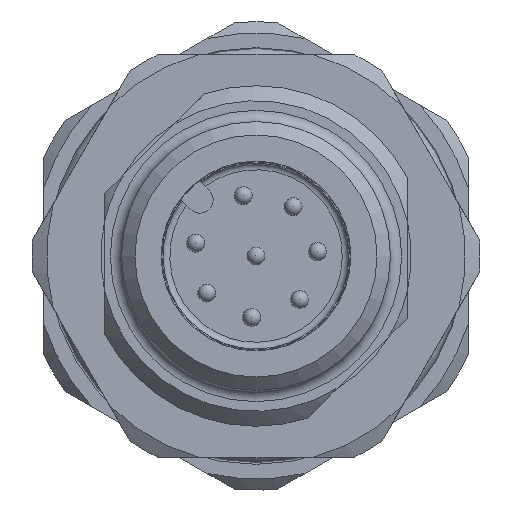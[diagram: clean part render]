
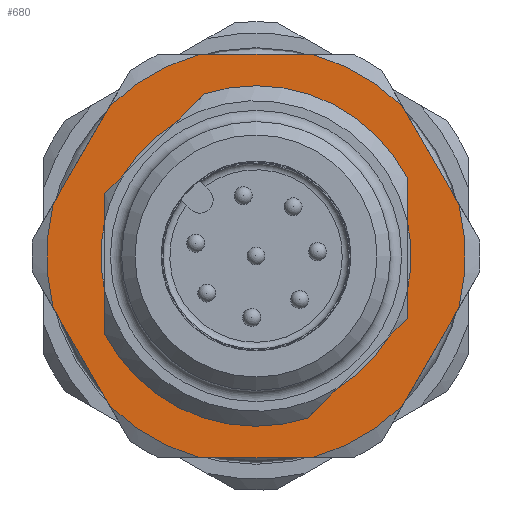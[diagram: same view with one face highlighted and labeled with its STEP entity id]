
A CAD part, left-side view. The second image highlights one B-rep face of the part: STEP entity #680.
In plain terms, the highlighted planar face has unit normal (-1, 0, 0).
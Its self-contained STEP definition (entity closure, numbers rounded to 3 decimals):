
#238=FACE_BOUND('',#1322,.T.);
#239=FACE_BOUND('',#1323,.T.);
#358=PLANE('',#5309);
#680=ADVANCED_FACE('',(#238,#239),#358,.F.);
#1322=EDGE_LOOP('',(#3298,#3299,#3300,#3301,#3302,#3303,#3304,#3305,#3306,
#3307,#3308,#3309,#3310,#3311));
#1323=EDGE_LOOP('',(#3312,#3313,#3314,#3315,#3316,#3317,#3318,#3319,#3320,
#3321,#3322,#3323));
#1353=LINE('',#6758,#1725);
#1356=LINE('',#6773,#1728);
#1364=LINE('',#6790,#1736);
#1366=LINE('',#6802,#1738);
#1372=LINE('',#6813,#1744);
#1380=LINE('',#6829,#1752);
#1383=LINE('',#6845,#1755);
#1390=LINE('',#6858,#1762);
#1696=LINE('',#8468,#2068);
#1697=LINE('',#8472,#2069);
#1698=LINE('',#8476,#2070);
#1699=LINE('',#8480,#2071);
#1700=LINE('',#8484,#2072);
#1701=LINE('',#8488,#2073);
#1725=VECTOR('',#5369,1.);
#1728=VECTOR('',#5372,1.);
#1736=VECTOR('',#5382,1.);
#1738=VECTOR('',#5384,1.);
#1744=VECTOR('',#5392,1.);
#1752=VECTOR('',#5400,1.);
#1755=VECTOR('',#5405,1.);
#1762=VECTOR('',#5412,1.);
#2068=VECTOR('',#6620,1.);
#2069=VECTOR('',#6623,1.);
#2070=VECTOR('',#6626,1.);
#2071=VECTOR('',#6629,1.);
#2072=VECTOR('',#6632,1.);
#2073=VECTOR('',#6635,1.);
#3298=ORIENTED_EDGE('',*,*,#3941,.F.);
#3299=ORIENTED_EDGE('',*,*,#3949,.F.);
#3300=ORIENTED_EDGE('',*,*,#4544,.F.);
#3301=ORIENTED_EDGE('',*,*,#3953,.F.);
#3302=ORIENTED_EDGE('',*,*,#3931,.T.);
#3303=ORIENTED_EDGE('',*,*,#3979,.T.);
#3304=ORIENTED_EDGE('',*,*,#4545,.F.);
#3305=ORIENTED_EDGE('',*,*,#3972,.T.);
#3306=ORIENTED_EDGE('',*,*,#3967,.T.);
#3307=ORIENTED_EDGE('',*,*,#4546,.F.);
#3308=ORIENTED_EDGE('',*,*,#3959,.T.);
#3309=ORIENTED_EDGE('',*,*,#3927,.T.);
#3310=ORIENTED_EDGE('',*,*,#3936,.F.);
#3311=ORIENTED_EDGE('',*,*,#4547,.F.);
#3312=ORIENTED_EDGE('',*,*,#4548,.F.);
#3313=ORIENTED_EDGE('',*,*,#4549,.F.);
#3314=ORIENTED_EDGE('',*,*,#4550,.F.);
#3315=ORIENTED_EDGE('',*,*,#4551,.F.);
#3316=ORIENTED_EDGE('',*,*,#4552,.F.);
#3317=ORIENTED_EDGE('',*,*,#4553,.F.);
#3318=ORIENTED_EDGE('',*,*,#4554,.F.);
#3319=ORIENTED_EDGE('',*,*,#4555,.F.);
#3320=ORIENTED_EDGE('',*,*,#4556,.F.);
#3321=ORIENTED_EDGE('',*,*,#4557,.F.);
#3322=ORIENTED_EDGE('',*,*,#4558,.F.);
#3323=ORIENTED_EDGE('',*,*,#4559,.F.);
#3450=VERTEX_POINT('',#6738);
#3451=VERTEX_POINT('',#6739);
#3454=VERTEX_POINT('',#6747);
#3455=VERTEX_POINT('',#6748);
#3459=VERTEX_POINT('',#6757);
#3463=VERTEX_POINT('',#6772);
#3464=VERTEX_POINT('',#6774);
#3471=VERTEX_POINT('',#6789);
#3474=VERTEX_POINT('',#6803);
#3478=VERTEX_POINT('',#6814);
#3485=VERTEX_POINT('',#6828);
#3486=VERTEX_POINT('',#6830);
#3490=VERTEX_POINT('',#6846);
#3495=VERTEX_POINT('',#6857);
#3890=VERTEX_POINT('',#8466);
#3891=VERTEX_POINT('',#8467);
#3892=VERTEX_POINT('',#8469);
#3893=VERTEX_POINT('',#8471);
#3894=VERTEX_POINT('',#8473);
#3895=VERTEX_POINT('',#8475);
#3896=VERTEX_POINT('',#8477);
#3897=VERTEX_POINT('',#8479);
#3898=VERTEX_POINT('',#8481);
#3899=VERTEX_POINT('',#8483);
#3900=VERTEX_POINT('',#8485);
#3901=VERTEX_POINT('',#8487);
#3927=EDGE_CURVE('',#3450,#3451,#4606,.T.);
#3931=EDGE_CURVE('',#3454,#3455,#4608,.T.);
#3936=EDGE_CURVE('',#3459,#3451,#1353,.T.);
#3941=EDGE_CURVE('',#3463,#3464,#1356,.T.);
#3949=EDGE_CURVE('',#3471,#3463,#1364,.T.);
#3953=EDGE_CURVE('',#3454,#3474,#1366,.T.);
#3959=EDGE_CURVE('',#3478,#3450,#1372,.T.);
#3967=EDGE_CURVE('',#3486,#3485,#1380,.T.);
#3972=EDGE_CURVE('',#3490,#3486,#1383,.T.);
#3979=EDGE_CURVE('',#3455,#3495,#1390,.T.);
#4544=EDGE_CURVE('',#3474,#3471,#4817,.T.);
#4545=EDGE_CURVE('',#3490,#3495,#4818,.T.);
#4546=EDGE_CURVE('',#3478,#3485,#4819,.T.);
#4547=EDGE_CURVE('',#3464,#3459,#4820,.T.);
#4548=EDGE_CURVE('',#3890,#3891,#4821,.T.);
#4549=EDGE_CURVE('',#3892,#3890,#1696,.T.);
#4550=EDGE_CURVE('',#3893,#3892,#4822,.T.);
#4551=EDGE_CURVE('',#3894,#3893,#1697,.T.);
#4552=EDGE_CURVE('',#3895,#3894,#4823,.T.);
#4553=EDGE_CURVE('',#3896,#3895,#1698,.T.);
#4554=EDGE_CURVE('',#3897,#3896,#4824,.T.);
#4555=EDGE_CURVE('',#3898,#3897,#1699,.T.);
#4556=EDGE_CURVE('',#3899,#3898,#4825,.T.);
#4557=EDGE_CURVE('',#3900,#3899,#1700,.T.);
#4558=EDGE_CURVE('',#3901,#3900,#4826,.T.);
#4559=EDGE_CURVE('',#3891,#3901,#1701,.T.);
#4606=CIRCLE('',#4844,7.6);
#4608=CIRCLE('',#4847,7.6);
#4817=CIRCLE('',#5299,6.93);
#4818=CIRCLE('',#5300,6.93);
#4819=CIRCLE('',#5301,6.93);
#4820=CIRCLE('',#5302,6.93);
#4821=CIRCLE('',#5303,9.346);
#4822=CIRCLE('',#5304,9.346);
#4823=CIRCLE('',#5305,9.346);
#4824=CIRCLE('',#5306,9.346);
#4825=CIRCLE('',#5307,9.346);
#4826=CIRCLE('',#5308,9.346);
#4844=AXIS2_PLACEMENT_3D('',#6737,#5352,#5353);
#4847=AXIS2_PLACEMENT_3D('',#6746,#5360,#5361);
#5299=AXIS2_PLACEMENT_3D('',#8461,#6610,#6611);
#5300=AXIS2_PLACEMENT_3D('',#8462,#6612,#6613);
#5301=AXIS2_PLACEMENT_3D('',#8463,#6614,#6615);
#5302=AXIS2_PLACEMENT_3D('',#8464,#6616,#6617);
#5303=AXIS2_PLACEMENT_3D('',#8465,#6618,#6619);
#5304=AXIS2_PLACEMENT_3D('',#8470,#6621,#6622);
#5305=AXIS2_PLACEMENT_3D('',#8474,#6624,#6625);
#5306=AXIS2_PLACEMENT_3D('',#8478,#6627,#6628);
#5307=AXIS2_PLACEMENT_3D('',#8482,#6630,#6631);
#5308=AXIS2_PLACEMENT_3D('',#8486,#6633,#6634);
#5309=AXIS2_PLACEMENT_3D('',#8489,#6636,#6637);
#5352=DIRECTION('',(1.,0.,0.));
#5353=DIRECTION('',(0.,0.,-1.));
#5360=DIRECTION('',(1.,0.,0.));
#5361=DIRECTION('',(0.,0.,-1.));
#5369=DIRECTION('',(0.,0.,1.));
#5372=DIRECTION('',(0.,0.,1.));
#5382=DIRECTION('',(0.,-0.707,0.707));
#5384=DIRECTION('',(0.,-0.707,0.707));
#5392=DIRECTION('',(0.,-0.707,0.707));
#5400=DIRECTION('',(0.,-0.707,0.707));
#5405=DIRECTION('',(0.,0.,1.));
#5412=DIRECTION('',(0.,0.,1.));
#6610=DIRECTION('',(-1.,0.,0.));
#6611=DIRECTION('',(0.,1.,0.));
#6612=DIRECTION('',(-1.,0.,0.));
#6613=DIRECTION('',(0.,1.,0.));
#6614=DIRECTION('',(-1.,0.,0.));
#6615=DIRECTION('',(0.,1.,0.));
#6616=DIRECTION('',(-1.,0.,0.));
#6617=DIRECTION('',(0.,1.,0.));
#6618=DIRECTION('',(1.,0.,0.));
#6619=DIRECTION('',(0.,0.,-1.));
#6620=DIRECTION('',(0.,1.,0.));
#6621=DIRECTION('',(1.,0.,0.));
#6622=DIRECTION('',(0.,0.,-1.));
#6623=DIRECTION('',(0.,0.5,-0.866));
#6624=DIRECTION('',(1.,0.,0.));
#6625=DIRECTION('',(0.,0.,-1.));
#6626=DIRECTION('',(0.,-0.5,-0.866));
#6627=DIRECTION('',(1.,0.,0.));
#6628=DIRECTION('',(0.,0.,-1.));
#6629=DIRECTION('',(0.,-1.,0.));
#6630=DIRECTION('',(1.,0.,0.));
#6631=DIRECTION('',(0.,0.,-1.));
#6632=DIRECTION('',(0.,-0.5,0.866));
#6633=DIRECTION('',(1.,0.,0.));
#6634=DIRECTION('',(0.,0.,-1.));
#6635=DIRECTION('',(0.,0.5,0.866));
#6636=DIRECTION('',(1.,0.,0.));
#6637=DIRECTION('',(0.,0.,-1.));
#6737=CARTESIAN_POINT('',(13.,0.,0.));
#6738=CARTESIAN_POINT('',(13.,2.303,7.243));
#6739=CARTESIAN_POINT('',(13.,-6.75,3.492));
#6746=CARTESIAN_POINT('',(13.,0.,0.));
#6747=CARTESIAN_POINT('',(13.,-2.303,-7.243));
#6748=CARTESIAN_POINT('',(13.,6.75,-3.492));
#6757=CARTESIAN_POINT('',(13.,-6.75,1.569));
#6758=CARTESIAN_POINT('',(13.,-6.75,5.744));
#6772=CARTESIAN_POINT('',(13.,-6.75,-2.796));
#6773=CARTESIAN_POINT('',(13.,-6.75,5.744));
#6774=CARTESIAN_POINT('',(13.,-6.75,-1.569));
#6789=CARTESIAN_POINT('',(13.,-5.883,-3.663));
#6790=CARTESIAN_POINT('',(13.,-6.75,-2.796));
#6802=CARTESIAN_POINT('',(13.,-6.75,-2.796));
#6803=CARTESIAN_POINT('',(13.,-3.663,-5.883));
#6813=CARTESIAN_POINT('',(13.,0.711,8.835));
#6814=CARTESIAN_POINT('',(13.,3.663,5.883));
#6828=CARTESIAN_POINT('',(13.,5.883,3.663));
#6829=CARTESIAN_POINT('',(13.,0.711,8.835));
#6830=CARTESIAN_POINT('',(13.,6.75,2.796));
#6845=CARTESIAN_POINT('',(13.,6.75,2.796));
#6846=CARTESIAN_POINT('',(13.,6.75,1.569));
#6857=CARTESIAN_POINT('',(13.,6.75,-1.569));
#6858=CARTESIAN_POINT('',(13.,6.75,2.796));
#8461=CARTESIAN_POINT('',(13.,0.,0.));
#8462=CARTESIAN_POINT('',(13.,0.,0.));
#8463=CARTESIAN_POINT('',(13.,0.,0.));
#8464=CARTESIAN_POINT('',(13.,0.,0.));
#8465=CARTESIAN_POINT('',(13.,0.,0.));
#8466=CARTESIAN_POINT('',(13.,2.521,-9.));
#8467=CARTESIAN_POINT('',(13.,6.534,-6.683));
#8468=CARTESIAN_POINT('',(13.,-4.359,-9.));
#8469=CARTESIAN_POINT('',(13.,-2.521,-9.));
#8470=CARTESIAN_POINT('',(13.,0.,0.));
#8471=CARTESIAN_POINT('',(13.,-6.534,-6.683));
#8472=CARTESIAN_POINT('',(13.,-9.974,-0.725));
#8473=CARTESIAN_POINT('',(13.,-9.055,-2.317));
#8474=CARTESIAN_POINT('',(13.,0.,0.));
#8475=CARTESIAN_POINT('',(13.,-9.055,2.317));
#8476=CARTESIAN_POINT('',(13.,-5.615,8.275));
#8477=CARTESIAN_POINT('',(13.,-6.534,6.683));
#8478=CARTESIAN_POINT('',(13.,0.,0.));
#8479=CARTESIAN_POINT('',(13.,-2.521,9.));
#8480=CARTESIAN_POINT('',(13.,4.359,9.));
#8481=CARTESIAN_POINT('',(13.,2.521,9.));
#8482=CARTESIAN_POINT('',(13.,0.,0.));
#8483=CARTESIAN_POINT('',(13.,6.534,6.683));
#8484=CARTESIAN_POINT('',(13.,9.974,0.725));
#8485=CARTESIAN_POINT('',(13.,9.055,2.317));
#8486=CARTESIAN_POINT('',(13.,0.,0.));
#8487=CARTESIAN_POINT('',(13.,9.055,-2.317));
#8488=CARTESIAN_POINT('',(13.,5.615,-8.275));
#8489=CARTESIAN_POINT('',(13.,0.,0.));
